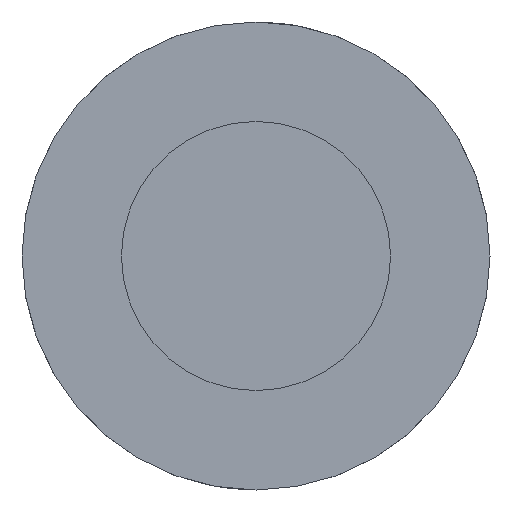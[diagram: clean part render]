
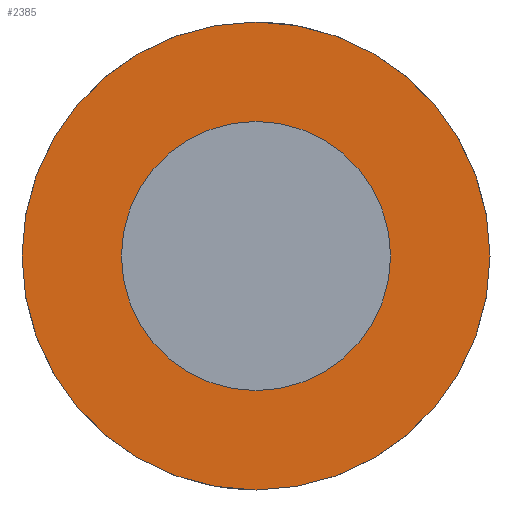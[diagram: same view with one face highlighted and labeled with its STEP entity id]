
A CAD part, left-side view. The second image highlights one B-rep face of the part: STEP entity #2385.
In plain terms, the highlighted face is planar.
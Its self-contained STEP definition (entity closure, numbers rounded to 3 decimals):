
#1366=CARTESIAN_POINT('',(0.,0.,0.));
#1367=DIRECTION('',(0.,0.,-1.));
#1368=DIRECTION('',(-1.,0.,0.));
#1369=AXIS2_PLACEMENT_3D('',#1366,#1367,#1368);
#1374=CARTESIAN_POINT('',(0.,0.,0.));
#1375=DIRECTION('',(0.,0.,1.));
#1376=DIRECTION('',(-1.,0.,0.));
#1377=AXIS2_PLACEMENT_3D('',#1374,#1375,#1376);
#1396=CARTESIAN_POINT('',(0.,0.,0.));
#1397=DIRECTION('',(0.,0.,1.));
#1398=DIRECTION('',(-1.,0.,0.));
#1399=AXIS2_PLACEMENT_3D('',#1396,#1397,#1398);
#1404=CARTESIAN_POINT('',(0.,0.,0.));
#1405=DIRECTION('',(0.,0.,-1.));
#1406=DIRECTION('',(-1.,0.,0.));
#1407=AXIS2_PLACEMENT_3D('',#1404,#1405,#1406);
#1429=CARTESIAN_POINT('',(-40.,0.,0.));
#1431=VERTEX_POINT('',#1429);
#1432=CARTESIAN_POINT('',(-23.,0.,0.));
#1434=VERTEX_POINT('',#1432);
#1437=CARTESIAN_POINT('',(40.,0.,0.));
#1439=VERTEX_POINT('',#1437);
#1440=CARTESIAN_POINT('',(23.,0.,0.));
#1442=VERTEX_POINT('',#1440);
#2370=CARTESIAN_POINT('',(0.,0.,0.));
#2371=DIRECTION('',(0.,0.,-1.));
#2372=DIRECTION('',(1.,0.,0.));
#2373=AXIS2_PLACEMENT_3D('',#2370,#2371,#2372);
#2374=PLANE('',#2373);
#2375=ORIENTED_EDGE('',*,*,#2363,.T.);
#2376=ORIENTED_EDGE('',*,*,#2348,.F.);
#2377=EDGE_LOOP('',(#2375,#2376));
#2378=FACE_OUTER_BOUND('',#2377,.F.);
#2380=ORIENTED_EDGE('',*,*,#2379,.T.);
#2382=ORIENTED_EDGE('',*,*,#2381,.F.);
#2383=EDGE_LOOP('',(#2380,#2382));
#2384=FACE_BOUND('',#2383,.F.);
#1370=CIRCLE('',#1369,40.);
#1378=CIRCLE('',#1377,40.);
#1400=CIRCLE('',#1399,23.);
#1408=CIRCLE('',#1407,23.);
#2348=EDGE_CURVE('',#1431,#1439,#1378,.T.);
#2363=EDGE_CURVE('',#1431,#1439,#1370,.T.);
#2379=EDGE_CURVE('',#1434,#1442,#1400,.T.);
#2381=EDGE_CURVE('',#1434,#1442,#1408,.T.);
#2385=ADVANCED_FACE('',(#2378,#2384),#2374,.F.);
